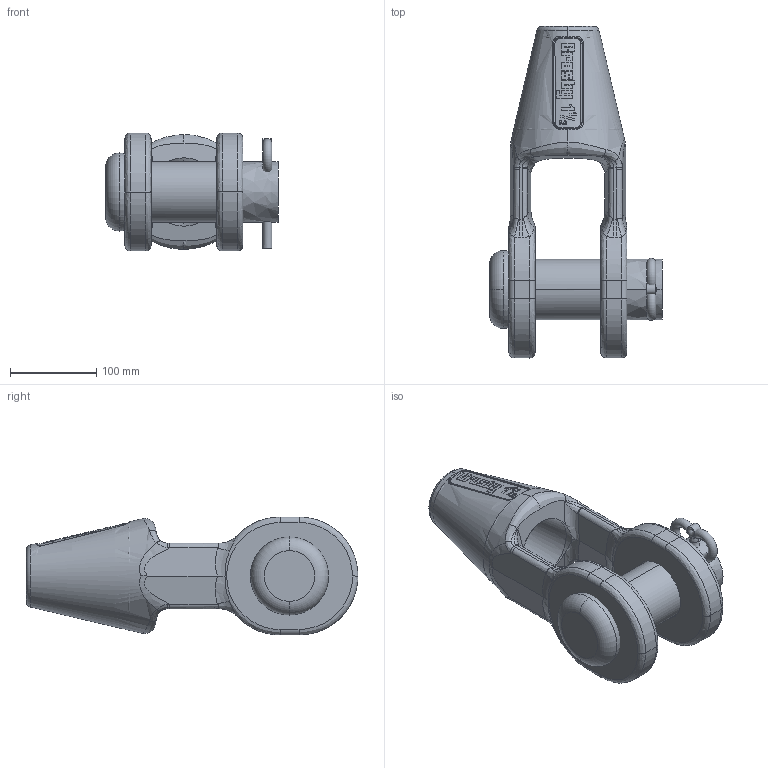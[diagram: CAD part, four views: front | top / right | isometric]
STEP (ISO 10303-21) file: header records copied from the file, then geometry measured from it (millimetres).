
FILE_DESCRIPTION((''),'2;1');
FILE_NAME('CROSBY_416_150_1039799-1039806','2011-08-31T',('Alan Doughty'),('The Crosby Group LLC'),'PRO/ENGINEER BY PARAMETRIC TECHNOLOGY CORPORATION, 2010230','PRO/ENGINEER BY PARAMETRIC TECHNOLOGY CORPORATION, 2010230','');
FILE_SCHEMA(('CONFIG_CONTROL_DESIGN'));
Length unit declared in the file: inch
Products named in the file (1): CROSBY_416_150_1039799-1039806
Bounding box: 200.03 x 384.65 x 136.65 mm (x, y, z)
Surface area: 327468.2 mm2 (no closed solid volume)
Topology: 0 solids, 0 shells, 292 faces, 1432 edges, 1421 vertices
Faces by surface type: bspline 273, torus 19
Entity records: 31065 total; most frequent: CARTESIAN_POINT 20169, DIRECTION 1412, DEFINITIONAL_REPRESENTATION 1410, PCURVE 1410, COMPOSITE_CURVE_SEGMENT 1410, TRIMMED_CURVE 1130, B_SPLINE_CURVE_WITH_KNOTS 985, VECTOR 886
